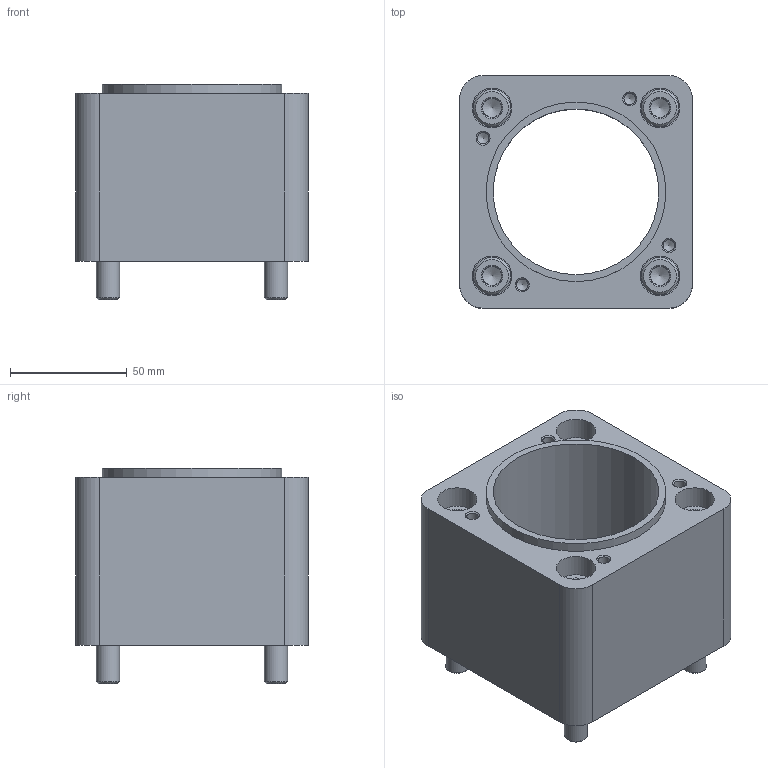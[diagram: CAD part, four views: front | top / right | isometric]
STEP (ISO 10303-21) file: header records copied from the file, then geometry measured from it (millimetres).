
FILE_DESCRIPTION(/* description */ ('STEP AP214'),/* implementation_level */ '2;1');
FILE_NAME(/* name */ '1593627_EAMK-A-D80-77A',/* time_stamp */ '2024-08-26T22:50:18+02:00',/* author */ ('License CC BY-ND 4.0'),/* organization */ ('CADENAS'),/* preprocessor_version */ 'ST-DEVELOPER v19.3',/* originating_system */ 'PARTsolutions',/* authorisation */ ' ');
FILE_SCHEMA (('AUTOMOTIVE_DESIGN {1 0 10303 214 3 1 1}'));
Length unit declared in the file: millimetre
Products named in the file (3): 1593627 EAMK-A-D80-77A; 1593627 EAMK-A-D80-77A---(1O); DIN-912 - M10x70(F)
Assembly tree (5 placements, depth 2):
  1593627 EAMK-A-D80-77A
    1593627 EAMK-A-D80-77A---(1O)
    DIN-912 - M10x70(F)  x4
Bounding box: 99.7 x 99.7 x 92.5 mm (x, y, z)
Volume: 405545.7 mm3; surface area: 81535.1 mm2
Topology: 5 solids, 5 shells, 151 faces, 305 edges, 174 vertices
Faces by surface type: plane 72, cone 52, cylinder 27
Full cylindrical faces by diameter (mm): 4.917 x4, 10 x4, 10.1 x4, 16 x4, 17 x4, 71 x1, 77 x1, 80 x1
Entity records: 1705 total; most frequent: DIRECTION 304, CARTESIAN_POINT 284, ORIENTED_EDGE 204, AXIS2_PLACEMENT_3D 135, FACE_BOUND 119, EDGE_LOOP 114, EDGE_CURVE 102, VERTEX_POINT 81
